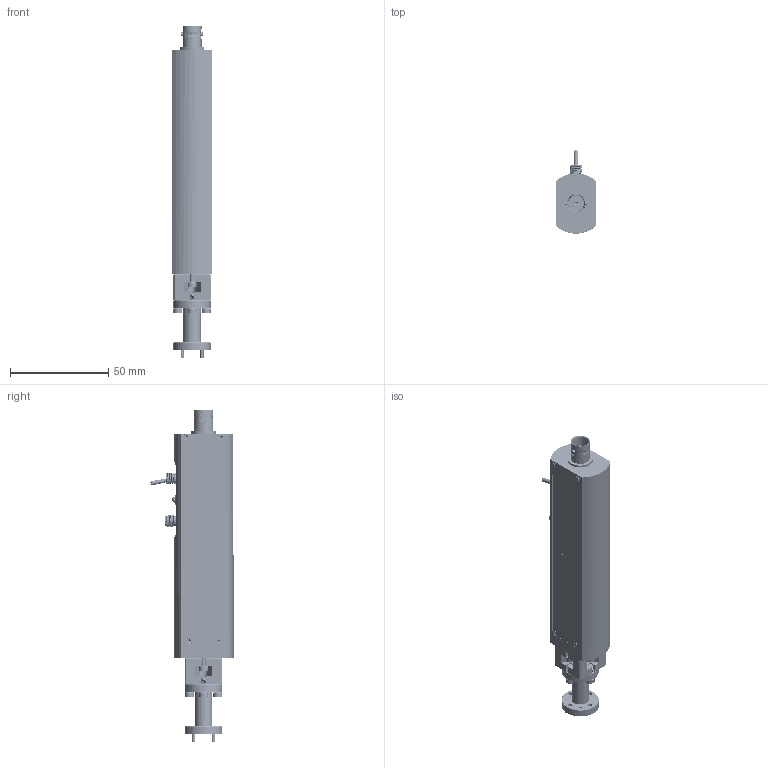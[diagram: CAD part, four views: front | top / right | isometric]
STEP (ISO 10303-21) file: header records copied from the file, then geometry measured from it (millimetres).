
FILE_DESCRIPTION (( 'STEP AP203' ), '1' );
FILE_NAME ('STZ-20423415-04-IT2.STEP', '2024-07-12T22:09:02', ( '' ), ( '' ), 'SwSTEP 2.0', 'SolidWorks 2021', '' );
FILE_SCHEMA (( 'CONFIG_CONTROL_DESIGN' ));
Products named in the file (1): STZ-20423415-04-IT2
Bounding box: 20.34 x 42.25 x 168.88 mm (x, y, z)
Surface area: 38264.9 mm2 (no closed solid volume)
Topology: 0 solids, 67 shells, 5200 faces, 14045 edges, 9086 vertices
Faces by surface type: plane 2092, cylinder 1737, bspline 795, cone 556, torus 18, sphere 2
Entity records: 216162 total; most frequent: CARTESIAN_POINT 98768, ORIENTED_EDGE 27886, DIRECTION 19793, EDGE_CURVE 13961, VERTEX_POINT 9085, AXIS2_PLACEMENT_3D 6763, LINE 6267, VECTOR 6267
